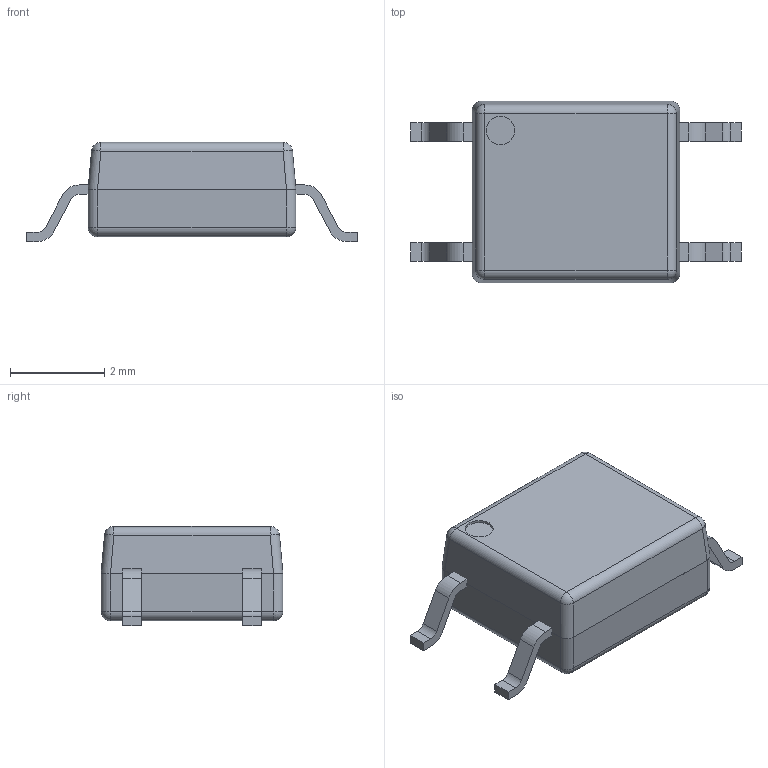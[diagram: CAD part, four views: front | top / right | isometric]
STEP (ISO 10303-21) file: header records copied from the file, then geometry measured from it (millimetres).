
FILE_DESCRIPTION (( 'STEP AP214' ), '1' );
FILE_NAME ('User Library-so4-1.STEP', '2021-09-03T21:56:34', ( '' ), ( '' ), 'SwSTEP 2.0', 'SolidWorks 2021', '' );
FILE_SCHEMA (( 'AUTOMOTIVE_DESIGN' ));
Length unit declared in the file: millimetre
Products named in the file (1): User Library-so4-1
Bounding box: 7 x 3.85 x 2.1 mm (x, y, z)
Volume: 33.5 mm3; surface area: 105.1 mm2
Topology: 2 solids, 2 shells, 95 faces, 250 edges, 156 vertices
Faces by surface type: plane 53, cylinder 34, sphere 8
Entity records: 3894 total; most frequent: CARTESIAN_POINT 510, DIRECTION 498, ORIENTED_EDGE 492, EDGE_CURVE 246, VECTOR 178, LINE 178, AXIS2_PLACEMENT_3D 160, VERTEX_POINT 156
